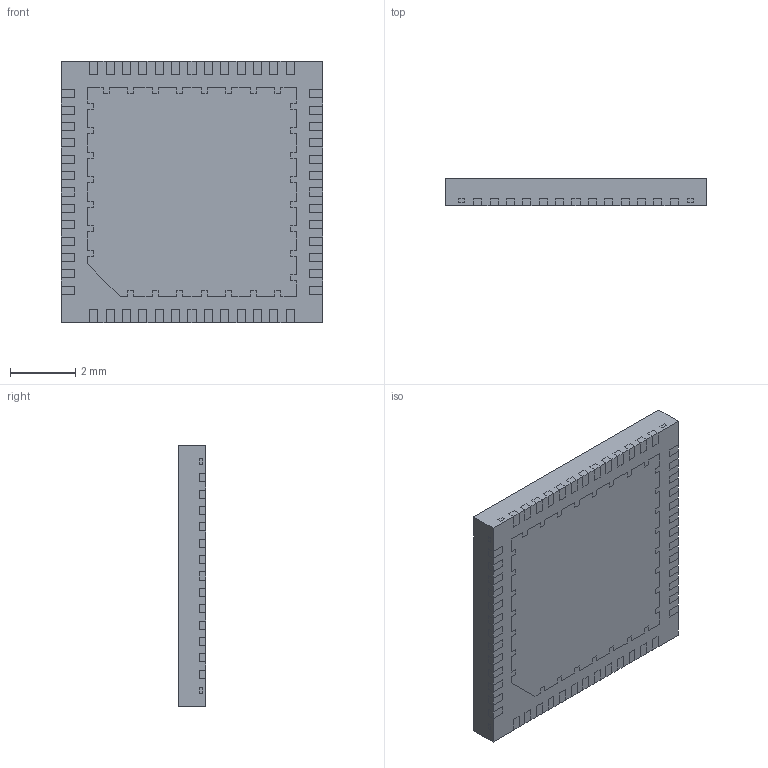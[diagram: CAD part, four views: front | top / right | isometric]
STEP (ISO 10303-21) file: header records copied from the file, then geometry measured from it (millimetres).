
FILE_DESCRIPTION (( 'STEP AP214' ), '1' );
FILE_NAME ('8x8_52_5.STEP', '2013-08-17T17:06:00', ( 'sw2011vm-Admin' ), ( '' ), 'SwSTEP 2.0', 'SolidWorks 2012', '' );
FILE_SCHEMA (( 'AUTOMOTIVE_DESIGN' ));
Length unit declared in the file: millimetre
Products named in the file (1): 8x8_52_5
Bounding box: 8 x 0.84 x 8 mm (x, y, z)
Volume: 18.6 mm3; surface area: 430.5 mm2
Topology: 160 solids, 160 shells, 2611 faces, 7089 edges, 4686 vertices
Faces by surface type: plane 2611
Entity records: 82023 total; most frequent: CARTESIAN_POINT 14387, ORIENTED_EDGE 14178, DIRECTION 12313, LINE 7089, VECTOR 7089, EDGE_CURVE 7089, VERTEX_POINT 4686, EDGE_LOOP 2621
